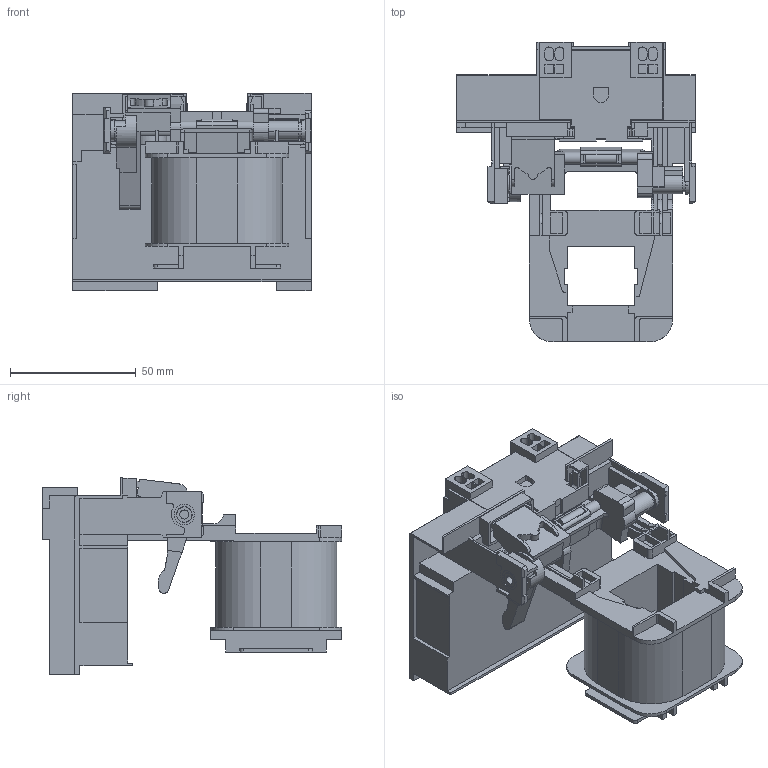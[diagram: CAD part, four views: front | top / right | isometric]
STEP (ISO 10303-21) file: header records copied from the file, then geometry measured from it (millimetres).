
FILE_DESCRIPTION(('STEP AP214'),'1');
FILE_NAME('cctmp_ED6F1278-BE6F-4C1E-9801-19E38756F780_2023_07_24_18_51_02_0430..stp','2023-07-24T16:51:03',('SIEMENS A&D'),('CADClick - www.CADClick.com'),'Spatial InterOp 3D postprocessed',' ','unknown authorization');
FILE_SCHEMA(('AUTOMOTIVE_DESIGN'));
Length unit declared in the file: millimetre
Products named in the file (1): 2023_07_24_18_51_02_0378
Bounding box: 94.9 x 119.1 x 78.5 mm (x, y, z)
Volume: 218165.1 mm3; surface area: 78668.8 mm2
Topology: 1 solids, 2 shells, 665 faces, 1900 edges, 1258 vertices
Faces by surface type: plane 520, cylinder 145
Entity records: 23559 total; most frequent: CARTESIAN_POINT 3824, ORIENTED_EDGE 3800, DIRECTION 3533, EDGE_CURVE 1900, LINE 1599, VECTOR 1599, VERTEX_POINT 1258, AXIS2_PLACEMENT_3D 967
